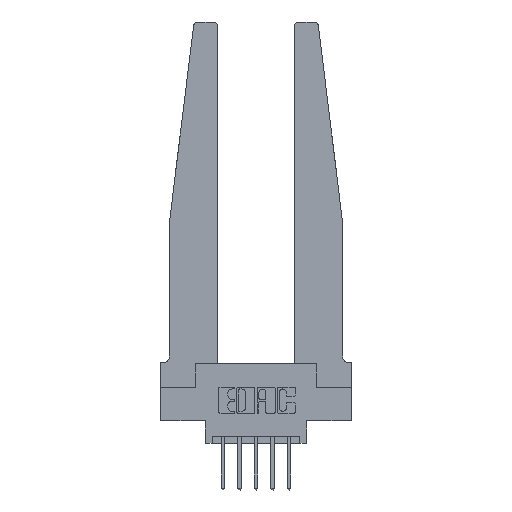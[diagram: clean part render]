
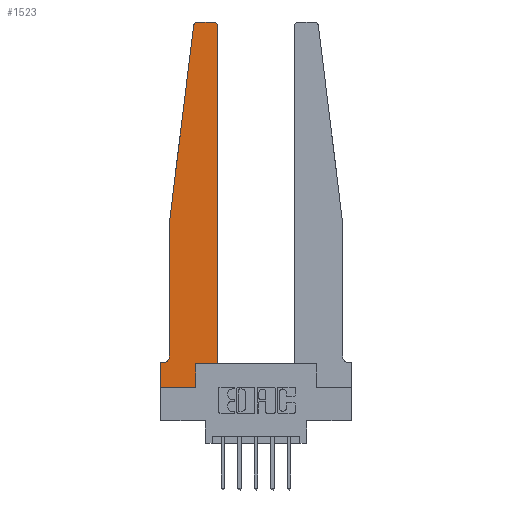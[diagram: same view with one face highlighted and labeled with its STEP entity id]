
A CAD part, top view. The second image highlights one B-rep face of the part: STEP entity #1523.
In plain terms, the highlighted planar face has unit normal (0, 0, 1).
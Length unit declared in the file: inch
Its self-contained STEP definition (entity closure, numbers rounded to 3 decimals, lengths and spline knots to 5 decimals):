
#288 = DIRECTION ( 'NONE',  ( -1., 0., 0. ) ) ;
#702 = VECTOR ( 'NONE', #11630, 39.37008 ) ;
#723 = CARTESIAN_POINT ( 'NONE',  ( 0.015, 0.1875, 0.37 ) ) ;
#937 = EDGE_CURVE ( 'NONE', #5910, #10805, #13098, .T. ) ;
#1122 = ORIENTED_EDGE ( 'NONE', *, *, #11773, .T. ) ;
#1283 = DIRECTION ( 'NONE',  ( 1., 0., 0. ) ) ;
#1523 = ADVANCED_FACE ( 'NONE', ( #1660 ), #2116, .T. ) ;
#1660 = FACE_OUTER_BOUND ( 'NONE', #2539, .T. ) ;
#1759 = CARTESIAN_POINT ( 'NONE',  ( 0.015, 0.2375, 0.37 ) ) ;
#1921 = EDGE_CURVE ( 'NONE', #10011, #7389, #2608, .T. ) ;
#2116 = PLANE ( 'NONE',  #6178 ) ;
#2539 = EDGE_LOOP ( 'NONE', ( #11772, #4343, #12107, #3512, #11575, #1122, #11302, #8102, #9599, #9165, #6862, #12988 ) ) ;
#2584 = VECTOR ( 'NONE', #4228, 39.37008 ) ;
#2608 = LINE ( 'NONE', #6785, #7408 ) ;
#2661 = VECTOR ( 'NONE', #7118, 39.37008 ) ;
#2734 = VERTEX_POINT ( 'NONE', #7031 ) ;
#2770 = DIRECTION ( 'NONE',  ( -1., 0., 0. ) ) ;
#2905 = EDGE_CURVE ( 'NONE', #2734, #8629, #7975, .T. ) ;
#2937 = DIRECTION ( 'NONE',  ( 0., 1., 0. ) ) ;
#2948 = CIRCLE ( 'NONE', #7853, 0.05 ) ;
#3326 = CARTESIAN_POINT ( 'NONE',  ( 0., 0., 0.37 ) ) ;
#3354 = DIRECTION ( 'NONE',  ( 1., 0., 0. ) ) ;
#3512 = ORIENTED_EDGE ( 'NONE', *, *, #13108, .T. ) ;
#3556 = CARTESIAN_POINT ( 'NONE',  ( 0.395, 2.72, 0.37 ) ) ;
#3927 = CARTESIAN_POINT ( 'NONE',  ( 0.2605, 0.18, 0.37 ) ) ;
#4176 = DIRECTION ( 'NONE',  ( 1., 0., 0. ) ) ;
#4177 = CARTESIAN_POINT ( 'NONE',  ( 0.2605, 0.18, 0.37 ) ) ;
#4228 = DIRECTION ( 'NONE',  ( -1., 0., 0. ) ) ;
#4343 = ORIENTED_EDGE ( 'NONE', *, *, #11013, .T. ) ;
#4371 = CARTESIAN_POINT ( 'NONE',  ( 0.425, 2.72, 0.37 ) ) ;
#4384 = CARTESIAN_POINT ( 'NONE',  ( 0.425, 0.18, 0.37 ) ) ;
#4524 = DIRECTION ( 'NONE',  ( 0., -1., 0. ) ) ;
#4573 = DIRECTION ( 'NONE',  ( 1., 0., 0. ) ) ;
#4663 = AXIS2_PLACEMENT_3D ( 'NONE', #4745, #11810, #5766 ) ;
#4745 = CARTESIAN_POINT ( 'NONE',  ( 0.27653, 2.72, 0.37 ) ) ;
#4748 = VECTOR ( 'NONE', #2937, 39.37008 ) ;
#5258 = VERTEX_POINT ( 'NONE', #4177 ) ;
#5398 = LINE ( 'NONE', #10100, #2661 ) ;
#5657 = CARTESIAN_POINT ( 'NONE',  ( 0., 0., 0.37 ) ) ;
#5756 = DIRECTION ( 'NONE',  ( 0., 1., 0. ) ) ;
#5766 = DIRECTION ( 'NONE',  ( 1., 0., 0. ) ) ;
#5904 = VERTEX_POINT ( 'NONE', #723 ) ;
#5910 = VERTEX_POINT ( 'NONE', #5657 ) ;
#5962 = VECTOR ( 'NONE', #3354, 39.37008 ) ;
#5992 = VECTOR ( 'NONE', #4524, 39.37008 ) ;
#6035 = EDGE_CURVE ( 'NONE', #8632, #12675, #5398, .T. ) ;
#6178 = AXIS2_PLACEMENT_3D ( 'NONE', #9213, #10231, #4176 ) ;
#6316 = EDGE_CURVE ( 'NONE', #7389, #2734, #10604, .T. ) ;
#6418 = CARTESIAN_POINT ( 'NONE',  ( 0.2605, 0., 0.37 ) ) ;
#6609 = CARTESIAN_POINT ( 'NONE',  ( 0.065, 1.25, 0.37 ) ) ;
#6613 = EDGE_CURVE ( 'NONE', #10805, #5258, #7454, .T. ) ;
#6785 = CARTESIAN_POINT ( 'NONE',  ( 0.425, 0.18, 0.37 ) ) ;
#6862 = ORIENTED_EDGE ( 'NONE', *, *, #1921, .T. ) ;
#7031 = CARTESIAN_POINT ( 'NONE',  ( 0.395, 2.75, 0.37 ) ) ;
#7074 = CARTESIAN_POINT ( 'NONE',  ( 0.065, 0.2375, 0.37 ) ) ;
#7118 = DIRECTION ( 'NONE',  ( -0.122, -0.992, 0. ) ) ;
#7343 = CARTESIAN_POINT ( 'NONE',  ( 0.25, 2.75, 0.37 ) ) ;
#7389 = VERTEX_POINT ( 'NONE', #4371 ) ;
#7408 = VECTOR ( 'NONE', #5756, 39.37008 ) ;
#7431 = CARTESIAN_POINT ( 'NONE',  ( 0.065, 0.1875, 0.37 ) ) ;
#7454 = LINE ( 'NONE', #3927, #4748 ) ;
#7719 = VECTOR ( 'NONE', #1283, 39.37008 ) ;
#7796 = VERTEX_POINT ( 'NONE', #7074 ) ;
#7853 = AXIS2_PLACEMENT_3D ( 'NONE', #1759, #8860, #2770 ) ;
#7975 = LINE ( 'NONE', #7343, #2584 ) ;
#8102 = ORIENTED_EDGE ( 'NONE', *, *, #937, .T. ) ;
#8629 = VERTEX_POINT ( 'NONE', #12687 ) ;
#8632 = VERTEX_POINT ( 'NONE', #12640 ) ;
#8825 = LINE ( 'NONE', #6609, #702 ) ;
#8860 = DIRECTION ( 'NONE',  ( 0., 0., -1. ) ) ;
#9165 = ORIENTED_EDGE ( 'NONE', *, *, #11340, .T. ) ;
#9213 = CARTESIAN_POINT ( 'NONE',  ( 0., 0.1875, 0.37 ) ) ;
#9345 = VECTOR ( 'NONE', #288, 39.37008 ) ;
#9599 = ORIENTED_EDGE ( 'NONE', *, *, #6613, .T. ) ;
#9698 = VERTEX_POINT ( 'NONE', #12290 ) ;
#9849 = EDGE_CURVE ( 'NONE', #9698, #5910, #11052, .T. ) ;
#10011 = VERTEX_POINT ( 'NONE', #13038 ) ;
#10100 = CARTESIAN_POINT ( 'NONE',  ( 0.065, 1.25, 0.37 ) ) ;
#10231 = DIRECTION ( 'NONE',  ( 0., 0., 1. ) ) ;
#10434 = EDGE_CURVE ( 'NONE', #7796, #5904, #2948, .T. ) ;
#10560 = CARTESIAN_POINT ( 'NONE',  ( 0., 0., 0.37 ) ) ;
#10604 = CIRCLE ( 'NONE', #10757, 0.03 ) ;
#10625 = DIRECTION ( 'NONE',  ( 0., 0., 1. ) ) ;
#10757 = AXIS2_PLACEMENT_3D ( 'NONE', #3556, #10625, #4573 ) ;
#10805 = VERTEX_POINT ( 'NONE', #6418 ) ;
#11013 = EDGE_CURVE ( 'NONE', #8629, #8632, #12462, .T. ) ;
#11052 = LINE ( 'NONE', #10560, #5992 ) ;
#11302 = ORIENTED_EDGE ( 'NONE', *, *, #9849, .T. ) ;
#11340 = EDGE_CURVE ( 'NONE', #5258, #10011, #11661, .T. ) ;
#11575 = ORIENTED_EDGE ( 'NONE', *, *, #10434, .T. ) ;
#11630 = DIRECTION ( 'NONE',  ( 0., -1., 0. ) ) ;
#11661 = LINE ( 'NONE', #4384, #5962 ) ;
#11707 = LINE ( 'NONE', #7431, #9345 ) ;
#11772 = ORIENTED_EDGE ( 'NONE', *, *, #2905, .T. ) ;
#11773 = EDGE_CURVE ( 'NONE', #5904, #9698, #11707, .T. ) ;
#11810 = DIRECTION ( 'NONE',  ( 0., 0., 1. ) ) ;
#12107 = ORIENTED_EDGE ( 'NONE', *, *, #6035, .T. ) ;
#12290 = CARTESIAN_POINT ( 'NONE',  ( 0., 0.1875, 0.37 ) ) ;
#12462 = CIRCLE ( 'NONE', #4663, 0.03 ) ;
#12640 = CARTESIAN_POINT ( 'NONE',  ( 0.24675, 2.72367, 0.37 ) ) ;
#12675 = VERTEX_POINT ( 'NONE', #12942 ) ;
#12687 = CARTESIAN_POINT ( 'NONE',  ( 0.27653, 2.75, 0.37 ) ) ;
#12942 = CARTESIAN_POINT ( 'NONE',  ( 0.065, 1.25, 0.37 ) ) ;
#12988 = ORIENTED_EDGE ( 'NONE', *, *, #6316, .T. ) ;
#13038 = CARTESIAN_POINT ( 'NONE',  ( 0.425, 0.18, 0.37 ) ) ;
#13098 = LINE ( 'NONE', #3326, #7719 ) ;
#13108 = EDGE_CURVE ( 'NONE', #12675, #7796, #8825, .T. ) ;
